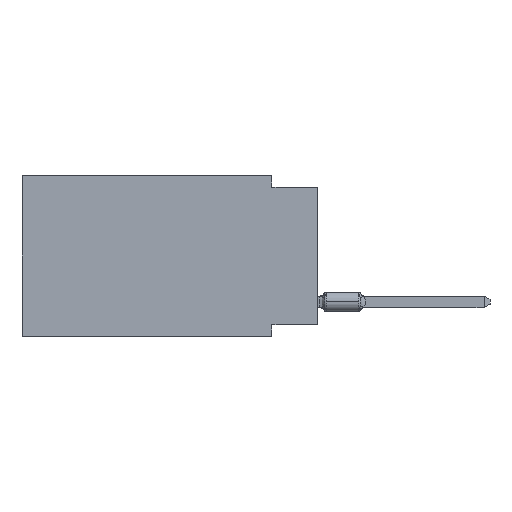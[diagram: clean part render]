
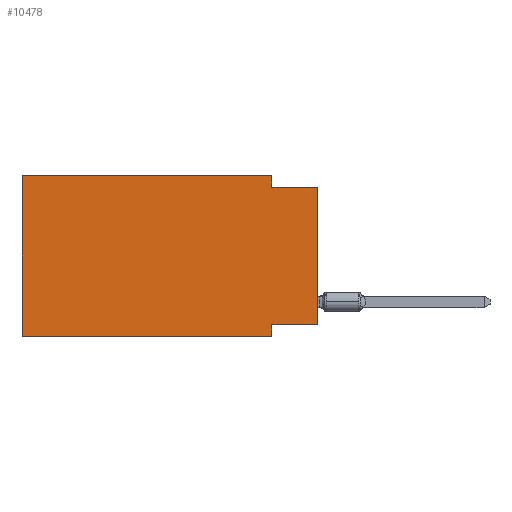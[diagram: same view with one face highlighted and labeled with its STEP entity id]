
A CAD part, left-side view. The second image highlights one B-rep face of the part: STEP entity #10478.
In plain terms, the highlighted planar face has unit normal (-1, 0, 0).
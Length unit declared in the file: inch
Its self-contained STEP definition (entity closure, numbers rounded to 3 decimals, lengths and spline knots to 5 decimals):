
#111 = VECTOR ( 'NONE', #22088, 39.37008 ) ;
#460 = EDGE_CURVE ( 'NONE', #4724, #5334, #20847, .T. ) ;
#710 = DIRECTION ( 'NONE',  ( 0., -1., 0. ) ) ;
#956 = CARTESIAN_POINT ( 'NONE',  ( 0., 0.645, 0. ) ) ;
#1171 = FACE_OUTER_BOUND ( 'NONE', #9516, .T. ) ;
#1706 = LINE ( 'NONE', #23530, #13235 ) ;
#2339 = LINE ( 'NONE', #10042, #111 ) ;
#2460 = VECTOR ( 'NONE', #10810, 39.37008 ) ;
#2822 = EDGE_CURVE ( 'NONE', #17456, #18723, #1706, .T. ) ;
#3431 = ORIENTED_EDGE ( 'NONE', *, *, #460, .T. ) ;
#3970 = EDGE_CURVE ( 'NONE', #8838, #17067, #22405, .T. ) ;
#3975 = CARTESIAN_POINT ( 'NONE',  ( 0., 0., -0.025 ) ) ;
#4724 = VERTEX_POINT ( 'NONE', #14449 ) ;
#4971 = DIRECTION ( 'NONE',  ( 1., 0., 0. ) ) ;
#5251 = ORIENTED_EDGE ( 'NONE', *, *, #3970, .T. ) ;
#5334 = VERTEX_POINT ( 'NONE', #9303 ) ;
#5781 = ORIENTED_EDGE ( 'NONE', *, *, #17130, .F. ) ;
#7049 = DIRECTION ( 'NONE',  ( 0., 1., 0. ) ) ;
#7581 = DIRECTION ( 'NONE',  ( 0., 0., -1. ) ) ;
#7862 = CARTESIAN_POINT ( 'NONE',  ( 0., 0.1, 0. ) ) ;
#8658 = CARTESIAN_POINT ( 'NONE',  ( 0., 0.1, -0.35 ) ) ;
#8838 = VERTEX_POINT ( 'NONE', #16245 ) ;
#9097 = CARTESIAN_POINT ( 'NONE',  ( 0., 0.645, 0. ) ) ;
#9154 = DIRECTION ( 'NONE',  ( 0., 0., 1. ) ) ;
#9303 = CARTESIAN_POINT ( 'NONE',  ( 0., 0.1, -0.35 ) ) ;
#9393 = ORIENTED_EDGE ( 'NONE', *, *, #2822, .F. ) ;
#9516 = EDGE_LOOP ( 'NONE', ( #5251, #23658, #9393, #5781, #11716, #3431, #21395, #21578 ) ) ;
#10042 = CARTESIAN_POINT ( 'NONE',  ( 0., 0., -0.025 ) ) ;
#10478 = ADVANCED_FACE ( 'NONE', ( #1171 ), #20915, .F. ) ;
#10714 = VECTOR ( 'NONE', #9154, 39.37008 ) ;
#10747 = LINE ( 'NONE', #956, #16675 ) ;
#10810 = DIRECTION ( 'NONE',  ( 0., 0., 1. ) ) ;
#10882 = LINE ( 'NONE', #8658, #14193 ) ;
#11078 = CARTESIAN_POINT ( 'NONE',  ( 0., 0., -0.325 ) ) ;
#11261 = VERTEX_POINT ( 'NONE', #25001 ) ;
#11716 = ORIENTED_EDGE ( 'NONE', *, *, #12107, .F. ) ;
#12107 = EDGE_CURVE ( 'NONE', #4724, #11261, #20623, .T. ) ;
#12143 = LINE ( 'NONE', #11078, #20201 ) ;
#13203 = CARTESIAN_POINT ( 'NONE',  ( 0., 0., 0. ) ) ;
#13235 = VECTOR ( 'NONE', #7581, 39.37008 ) ;
#14193 = VECTOR ( 'NONE', #16760, 39.37008 ) ;
#14449 = CARTESIAN_POINT ( 'NONE',  ( 0., 0.645, -0.35 ) ) ;
#15141 = CARTESIAN_POINT ( 'NONE',  ( 0., 0.645, 0. ) ) ;
#15740 = AXIS2_PLACEMENT_3D ( 'NONE', #15141, #4971, #20523 ) ;
#16245 = CARTESIAN_POINT ( 'NONE',  ( 0., 0., -0.325 ) ) ;
#16675 = VECTOR ( 'NONE', #20568, 39.37008 ) ;
#16760 = DIRECTION ( 'NONE',  ( 0., 0., -1. ) ) ;
#16866 = CARTESIAN_POINT ( 'NONE',  ( 0., 0.1, -0.325 ) ) ;
#17067 = VERTEX_POINT ( 'NONE', #3975 ) ;
#17130 = EDGE_CURVE ( 'NONE', #11261, #17456, #10747, .T. ) ;
#17181 = EDGE_CURVE ( 'NONE', #20933, #5334, #10882, .T. ) ;
#17456 = VERTEX_POINT ( 'NONE', #7862 ) ;
#18723 = VERTEX_POINT ( 'NONE', #22368 ) ;
#19007 = CARTESIAN_POINT ( 'NONE',  ( 0., 0.645, -0.35 ) ) ;
#20201 = VECTOR ( 'NONE', #7049, 39.37008 ) ;
#20523 = DIRECTION ( 'NONE',  ( 0., 0., -1. ) ) ;
#20568 = DIRECTION ( 'NONE',  ( 0., -1., 0. ) ) ;
#20623 = LINE ( 'NONE', #9097, #2460 ) ;
#20847 = LINE ( 'NONE', #19007, #25598 ) ;
#20915 = PLANE ( 'NONE',  #15740 ) ;
#20933 = VERTEX_POINT ( 'NONE', #16866 ) ;
#21115 = EDGE_CURVE ( 'NONE', #18723, #17067, #2339, .T. ) ;
#21395 = ORIENTED_EDGE ( 'NONE', *, *, #17181, .F. ) ;
#21578 = ORIENTED_EDGE ( 'NONE', *, *, #22483, .F. ) ;
#22088 = DIRECTION ( 'NONE',  ( 0., -1., 0. ) ) ;
#22368 = CARTESIAN_POINT ( 'NONE',  ( 0., 0.1, -0.025 ) ) ;
#22405 = LINE ( 'NONE', #13203, #10714 ) ;
#22483 = EDGE_CURVE ( 'NONE', #8838, #20933, #12143, .T. ) ;
#23530 = CARTESIAN_POINT ( 'NONE',  ( 0., 0.1, 0. ) ) ;
#23658 = ORIENTED_EDGE ( 'NONE', *, *, #21115, .F. ) ;
#25001 = CARTESIAN_POINT ( 'NONE',  ( 0., 0.645, 0. ) ) ;
#25598 = VECTOR ( 'NONE', #710, 39.37008 ) ;
